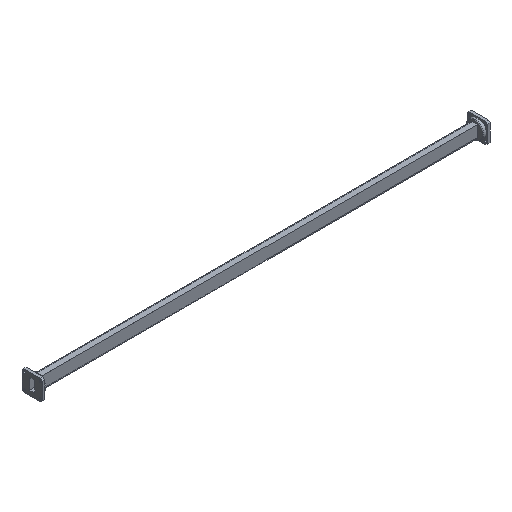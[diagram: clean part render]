
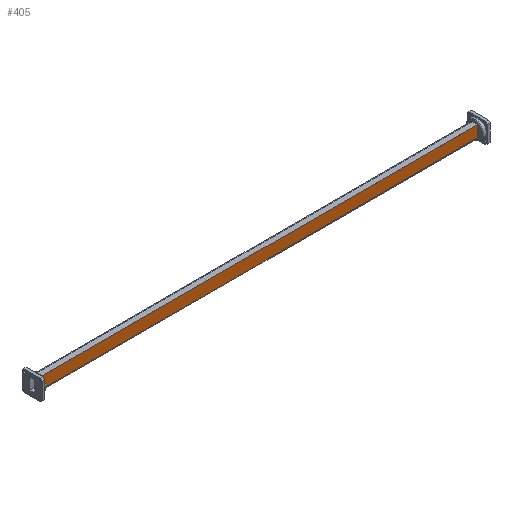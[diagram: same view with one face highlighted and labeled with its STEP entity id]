
A CAD part, isometric view. The second image highlights one B-rep face of the part: STEP entity #405.
In plain terms, the highlighted planar face has unit normal (0, -1, 0).
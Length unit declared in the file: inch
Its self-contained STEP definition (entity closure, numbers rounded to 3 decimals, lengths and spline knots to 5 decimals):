
#62 = CARTESIAN_POINT ( 'NONE',  ( 17.5625, -0.24, 0.49 ) ) ;
#74 = ORIENTED_EDGE ( 'NONE', *, *, #1623, .F. ) ;
#82 = DIRECTION ( 'NONE',  ( 0., 0., 1. ) ) ;
#234 = FACE_OUTER_BOUND ( 'NONE', #1622, .T. ) ;
#331 = ORIENTED_EDGE ( 'NONE', *, *, #803, .F. ) ;
#363 = CARTESIAN_POINT ( 'NONE',  ( -17.5625, -0.24, 0.49 ) ) ;
#405 = ADVANCED_FACE ( 'NONE', ( #234 ), #781, .F. ) ;
#450 = DIRECTION ( 'NONE',  ( 0., 0., -1. ) ) ;
#451 = DIRECTION ( 'NONE',  ( -1., 0., 0. ) ) ;
#456 = VECTOR ( 'NONE', #755, 39.37008 ) ;
#462 = CARTESIAN_POINT ( 'NONE',  ( 17.5625, -0.24, 0.49 ) ) ;
#473 = EDGE_CURVE ( 'NONE', #923, #1660, #1450, .T. ) ;
#516 = ORIENTED_EDGE ( 'NONE', *, *, #845, .T. ) ;
#579 = VECTOR ( 'NONE', #451, 39.37008 ) ;
#617 = CARTESIAN_POINT ( 'NONE',  ( -17.5625, -0.24, 0.49 ) ) ;
#624 = VECTOR ( 'NONE', #1429, 39.37008 ) ;
#661 = CARTESIAN_POINT ( 'NONE',  ( 17.5625, -0.24, -0.49 ) ) ;
#688 = VERTEX_POINT ( 'NONE', #661 ) ;
#755 = DIRECTION ( 'NONE',  ( -1., 0., 0. ) ) ;
#771 = DIRECTION ( 'NONE',  ( 0., 1., 0. ) ) ;
#781 = PLANE ( 'NONE',  #1048 ) ;
#798 = VERTEX_POINT ( 'NONE', #1248 ) ;
#803 = EDGE_CURVE ( 'NONE', #923, #688, #1271, .T. ) ;
#845 = EDGE_CURVE ( 'NONE', #1660, #798, #1454, .T. ) ;
#923 = VERTEX_POINT ( 'NONE', #62 ) ;
#971 = CARTESIAN_POINT ( 'NONE',  ( 17.5625, -0.24, 0.49 ) ) ;
#1048 = AXIS2_PLACEMENT_3D ( 'NONE', #1292, #771, #82 ) ;
#1165 = ORIENTED_EDGE ( 'NONE', *, *, #473, .T. ) ;
#1227 = LINE ( 'NONE', #1681, #579 ) ;
#1248 = CARTESIAN_POINT ( 'NONE',  ( -17.5625, -0.24, -0.49 ) ) ;
#1271 = LINE ( 'NONE', #971, #1397 ) ;
#1292 = CARTESIAN_POINT ( 'NONE',  ( 17.5625, -0.24, 0.49 ) ) ;
#1397 = VECTOR ( 'NONE', #450, 39.37008 ) ;
#1429 = DIRECTION ( 'NONE',  ( 0., 0., -1. ) ) ;
#1450 = LINE ( 'NONE', #462, #456 ) ;
#1454 = LINE ( 'NONE', #363, #624 ) ;
#1622 = EDGE_LOOP ( 'NONE', ( #516, #74, #331, #1165 ) ) ;
#1623 = EDGE_CURVE ( 'NONE', #688, #798, #1227, .T. ) ;
#1660 = VERTEX_POINT ( 'NONE', #617 ) ;
#1681 = CARTESIAN_POINT ( 'NONE',  ( 17.5625, -0.24, -0.49 ) ) ;
